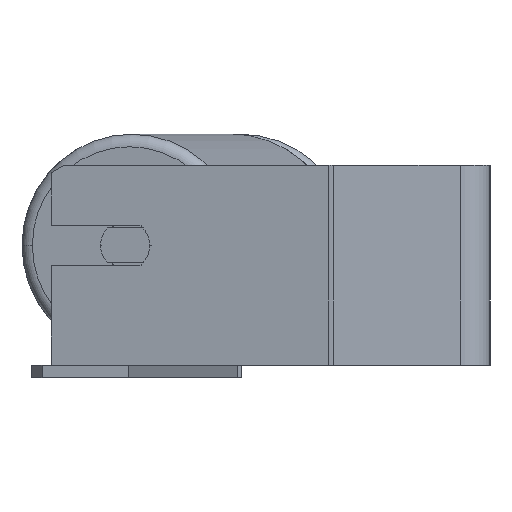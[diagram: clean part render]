
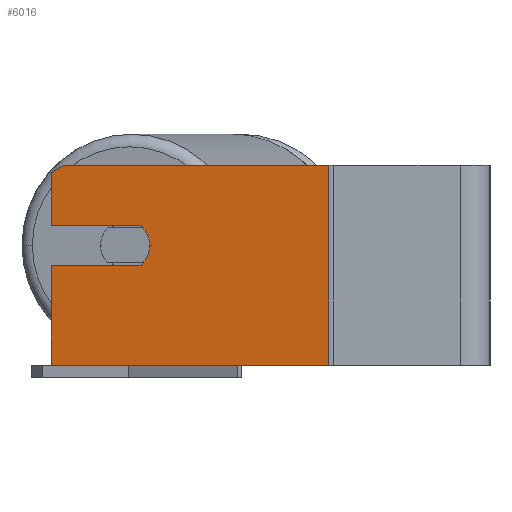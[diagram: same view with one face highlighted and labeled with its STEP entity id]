
A CAD part, left-side view. The second image highlights one B-rep face of the part: STEP entity #6016.
In plain terms, the highlighted planar face has unit normal (-0.985, 0.174, 0).
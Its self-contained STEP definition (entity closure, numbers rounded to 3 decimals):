
#43 = LINE ( 'NONE', #5607, #4958 ) ;
#292 = AXIS2_PLACEMENT_3D ( 'NONE', #8941, #5481, #7753 ) ;
#351 = VERTEX_POINT ( 'NONE', #8381 ) ;
#464 = ORIENTED_EDGE ( 'NONE', *, *, #7370, .F. ) ;
#851 = LINE ( 'NONE', #7303, #2453 ) ;
#1004 = CARTESIAN_POINT ( 'NONE',  ( -395.232, 175.655, 37.113 ) ) ;
#1262 = DIRECTION ( 'NONE',  ( 0., 0., -1. ) ) ;
#1519 = ORIENTED_EDGE ( 'NONE', *, *, #5012, .F. ) ;
#1617 = DIRECTION ( 'NONE',  ( -0.174, -0.985, 0. ) ) ;
#1624 = CARTESIAN_POINT ( 'NONE',  ( -414.818, 64.579, 40. ) ) ;
#1781 = ORIENTED_EDGE ( 'NONE', *, *, #5597, .F. ) ;
#1792 = DIRECTION ( 'NONE',  ( 0.174, 0.985, 0. ) ) ;
#2309 = CARTESIAN_POINT ( 'NONE',  ( -395.232, 175.655, 40. ) ) ;
#2331 = CARTESIAN_POINT ( 'NONE',  ( -395.232, 175.655, 37.113 ) ) ;
#2394 = DIRECTION ( 'NONE',  ( 0.985, -0.174, 0. ) ) ;
#2446 = LINE ( 'NONE', #1624, #6396 ) ;
#2453 = VECTOR ( 'NONE', #1617, 1000. ) ;
#2688 = CARTESIAN_POINT ( 'NONE',  ( -395.232, 175.655, 40. ) ) ;
#2793 = LINE ( 'NONE', #3464, #8284 ) ;
#3029 = VERTEX_POINT ( 'NONE', #6172 ) ;
#3262 = EDGE_CURVE ( 'NONE', #3029, #8974, #2446, .T. ) ;
#3305 = CIRCLE ( 'NONE', #4914, 10. ) ;
#3464 = CARTESIAN_POINT ( 'NONE',  ( -395.232, 175.655, 40. ) ) ;
#3826 = PLANE ( 'NONE',  #5658 ) ;
#3863 = FACE_OUTER_BOUND ( 'NONE', #3927, .T. ) ;
#3927 = EDGE_LOOP ( 'NONE', ( #464, #6009, #5421, #1519, #1781, #5988, #4302, #5707, #7513, #7458 ) ) ;
#3938 = VECTOR ( 'NONE', #8364, 1000. ) ;
#4051 = DIRECTION ( 'NONE',  ( -0.174, -0.985, 0. ) ) ;
#4116 = LINE ( 'NONE', #2688, #9007 ) ;
#4126 = LINE ( 'NONE', #5548, #3938 ) ;
#4195 = EDGE_CURVE ( 'NONE', #7534, #8974, #4726, .T. ) ;
#4302 = ORIENTED_EDGE ( 'NONE', *, *, #4696, .F. ) ;
#4473 = CARTESIAN_POINT ( 'NONE',  ( -400.441, 146.111, 8. ) ) ;
#4696 = EDGE_CURVE ( 'NONE', #8994, #351, #43, .T. ) ;
#4726 = LINE ( 'NONE', #7527, #4949 ) ;
#4886 = CARTESIAN_POINT ( 'NONE',  ( -395.232, 175.655, 0. ) ) ;
#4914 = AXIS2_PLACEMENT_3D ( 'NONE', #4473, #7144, #6441 ) ;
#4949 = VECTOR ( 'NONE', #4051, 1000. ) ;
#4958 = VECTOR ( 'NONE', #7725, 1000. ) ;
#5012 = EDGE_CURVE ( 'NONE', #5118, #5860, #4126, .T. ) ;
#5118 = VERTEX_POINT ( 'NONE', #8544 ) ;
#5254 = CIRCLE ( 'NONE', #292, 10. ) ;
#5421 = ORIENTED_EDGE ( 'NONE', *, *, #5437, .T. ) ;
#5437 = EDGE_CURVE ( 'NONE', #5581, #5860, #4116, .T. ) ;
#5455 = EDGE_CURVE ( 'NONE', #8994, #7534, #2793, .T. ) ;
#5481 = DIRECTION ( 'NONE',  ( -0.985, 0.174, 0. ) ) ;
#5548 = CARTESIAN_POINT ( 'NONE',  ( -401.483, 140.202, 16. ) ) ;
#5581 = VERTEX_POINT ( 'NONE', #1004 ) ;
#5597 = EDGE_CURVE ( 'NONE', #8410, #5118, #3305, .T. ) ;
#5607 = CARTESIAN_POINT ( 'NONE',  ( -401.483, 140.202, 0. ) ) ;
#5658 = AXIS2_PLACEMENT_3D ( 'NONE', #2309, #2394, #1792 ) ;
#5707 = ORIENTED_EDGE ( 'NONE', *, *, #5455, .T. ) ;
#5860 = VERTEX_POINT ( 'NONE', #8420 ) ;
#5988 = ORIENTED_EDGE ( 'NONE', *, *, #7824, .F. ) ;
#6009 = ORIENTED_EDGE ( 'NONE', *, *, #7950, .T. ) ;
#6016 = ADVANCED_FACE ( 'NONE', ( #3863 ), #3826, .F. ) ;
#6172 = CARTESIAN_POINT ( 'NONE',  ( -414.818, 64.579, 40. ) ) ;
#6353 = CARTESIAN_POINT ( 'NONE',  ( -414.818, 64.579, -40. ) ) ;
#6396 = VECTOR ( 'NONE', #8057, 1000. ) ;
#6400 = LINE ( 'NONE', #2331, #8190 ) ;
#6441 = DIRECTION ( 'NONE',  ( -0.174, -0.985, 0. ) ) ;
#6463 = CARTESIAN_POINT ( 'NONE',  ( -396.1, 170.731, 40. ) ) ;
#6891 = DIRECTION ( 'NONE',  ( 0., 0., -1. ) ) ;
#7144 = DIRECTION ( 'NONE',  ( -0.985, 0.174, 0. ) ) ;
#7303 = CARTESIAN_POINT ( 'NONE',  ( -395.232, 175.655, 40. ) ) ;
#7370 = EDGE_CURVE ( 'NONE', #8352, #3029, #851, .T. ) ;
#7458 = ORIENTED_EDGE ( 'NONE', *, *, #3262, .F. ) ;
#7513 = ORIENTED_EDGE ( 'NONE', *, *, #4195, .T. ) ;
#7527 = CARTESIAN_POINT ( 'NONE',  ( -395.232, 175.655, -40. ) ) ;
#7534 = VERTEX_POINT ( 'NONE', #8087 ) ;
#7725 = DIRECTION ( 'NONE',  ( -0.174, -0.985, 0. ) ) ;
#7753 = DIRECTION ( 'NONE',  ( -0.174, -0.985, 0. ) ) ;
#7824 = EDGE_CURVE ( 'NONE', #351, #8410, #5254, .T. ) ;
#7950 = EDGE_CURVE ( 'NONE', #8352, #5581, #6400, .T. ) ;
#7993 = CARTESIAN_POINT ( 'NONE',  ( -402.178, 136.263, 8. ) ) ;
#8057 = DIRECTION ( 'NONE',  ( 0., 0., -1. ) ) ;
#8087 = CARTESIAN_POINT ( 'NONE',  ( -395.232, 175.655, -40. ) ) ;
#8190 = VECTOR ( 'NONE', #8494, 1000. ) ;
#8284 = VECTOR ( 'NONE', #6891, 1000. ) ;
#8352 = VERTEX_POINT ( 'NONE', #6463 ) ;
#8364 = DIRECTION ( 'NONE',  ( 0.174, 0.985, 0. ) ) ;
#8381 = CARTESIAN_POINT ( 'NONE',  ( -401.483, 140.202, 0. ) ) ;
#8410 = VERTEX_POINT ( 'NONE', #7993 ) ;
#8420 = CARTESIAN_POINT ( 'NONE',  ( -395.232, 175.655, 16. ) ) ;
#8494 = DIRECTION ( 'NONE',  ( 0.15, 0.853, -0.5 ) ) ;
#8544 = CARTESIAN_POINT ( 'NONE',  ( -401.483, 140.202, 16. ) ) ;
#8941 = CARTESIAN_POINT ( 'NONE',  ( -400.441, 146.111, 8. ) ) ;
#8974 = VERTEX_POINT ( 'NONE', #6353 ) ;
#8994 = VERTEX_POINT ( 'NONE', #4886 ) ;
#9007 = VECTOR ( 'NONE', #1262, 1000. ) ;
